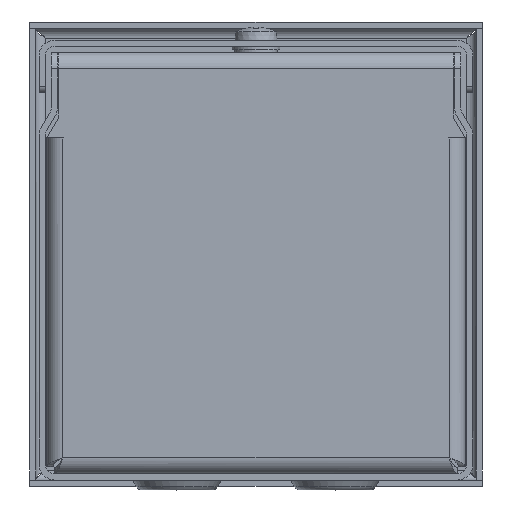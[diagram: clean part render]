
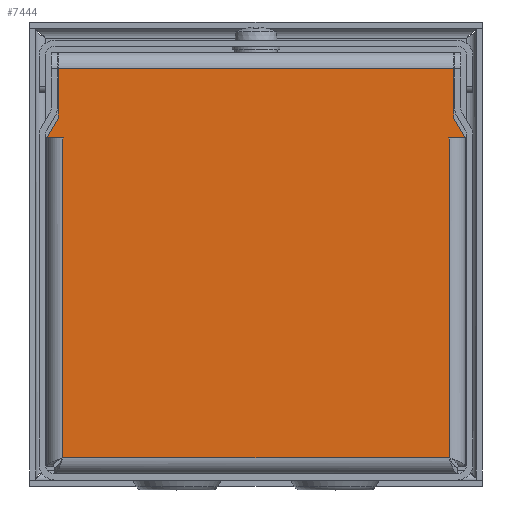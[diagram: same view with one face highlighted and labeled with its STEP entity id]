
A CAD part, front view. The second image highlights one B-rep face of the part: STEP entity #7444.
In plain terms, the highlighted planar face has unit normal (0, -1, 0).
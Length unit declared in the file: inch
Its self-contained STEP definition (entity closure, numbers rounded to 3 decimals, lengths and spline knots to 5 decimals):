
#164 = ORIENTED_EDGE ( 'NONE', *, *, #1320, .T. ) ;
#381 = EDGE_CURVE ( 'NONE', #4565, #5229, #2509, .T. ) ;
#517 = EDGE_CURVE ( 'NONE', #5123, #7172, #6085, .T. ) ;
#593 = LINE ( 'NONE', #8073, #8432 ) ;
#653 = EDGE_CURVE ( 'NONE', #5933, #4565, #10456, .T. ) ;
#681 = LINE ( 'NONE', #8592, #9723 ) ;
#806 = EDGE_LOOP ( 'NONE', ( #9771, #3461, #4858, #6150, #980, #8049, #7439, #2489, #7317, #7782, #3176, #164, #8370, #10284 ) ) ;
#980 = ORIENTED_EDGE ( 'NONE', *, *, #2878, .T. ) ;
#1131 = VECTOR ( 'NONE', #4857, 39.37008 ) ;
#1320 = EDGE_CURVE ( 'NONE', #1361, #6465, #7844, .T. ) ;
#1361 = VERTEX_POINT ( 'NONE', #3207 ) ;
#1596 = DIRECTION ( 'NONE',  ( 1., 0., 0. ) ) ;
#1719 = CARTESIAN_POINT ( 'NONE',  ( 0.9375, -2., 1.92387 ) ) ;
#1911 = VECTOR ( 'NONE', #5701, 39.37008 ) ;
#2234 = LINE ( 'NONE', #10669, #6634 ) ;
#2400 = AXIS2_PLACEMENT_3D ( 'NONE', #10051, #6552, #3860 ) ;
#2449 = DIRECTION ( 'NONE',  ( 0., 0., 1. ) ) ;
#2489 = ORIENTED_EDGE ( 'NONE', *, *, #517, .T. ) ;
#2509 = LINE ( 'NONE', #10154, #9359 ) ;
#2553 = CARTESIAN_POINT ( 'NONE',  ( 1.875, -2., 1.45356 ) ) ;
#2713 = DIRECTION ( 'NONE',  ( 0., 0., 1. ) ) ;
#2779 = VERTEX_POINT ( 'NONE', #2553 ) ;
#2842 = LINE ( 'NONE', #3731, #8185 ) ;
#2878 = EDGE_CURVE ( 'NONE', #10272, #11218, #4064, .T. ) ;
#2914 = CARTESIAN_POINT ( 'NONE',  ( -0.91571, -2., 1.26412 ) ) ;
#3077 = PLANE ( 'NONE',  #2400 ) ;
#3160 = CARTESIAN_POINT ( 'NONE',  ( 0.99219, -2., 1.26412 ) ) ;
#3176 = ORIENTED_EDGE ( 'NONE', *, *, #7503, .T. ) ;
#3179 = DIRECTION ( 'NONE',  ( 0., 0., -1. ) ) ;
#3197 = DIRECTION ( 'NONE',  ( 1., 0., 0. ) ) ;
#3207 = CARTESIAN_POINT ( 'NONE',  ( 1.83143, -2., 1.26432 ) ) ;
#3431 = CARTESIAN_POINT ( 'NONE',  ( -1.83162, -2., -1.77063 ) ) ;
#3461 = ORIENTED_EDGE ( 'NONE', *, *, #381, .T. ) ;
#3681 = EDGE_CURVE ( 'NONE', #6036, #10272, #7321, .T. ) ;
#3731 = CARTESIAN_POINT ( 'NONE',  ( -1.93874, -2., 1.34316 ) ) ;
#3794 = CARTESIAN_POINT ( 'NONE',  ( -0.99213, -2., 1.26432 ) ) ;
#3860 = DIRECTION ( 'NONE',  ( 1., 0., 0. ) ) ;
#3928 = VECTOR ( 'NONE', #9810, 39.37008 ) ;
#3962 = CARTESIAN_POINT ( 'NONE',  ( -1.83162, -2., 1.26412 ) ) ;
#4049 = CARTESIAN_POINT ( 'NONE',  ( -0.91581, -2., -1.77063 ) ) ;
#4064 = LINE ( 'NONE', #5436, #3928 ) ;
#4109 = CARTESIAN_POINT ( 'NONE',  ( -1.83142, -2., 1.26412 ) ) ;
#4336 = DIRECTION ( 'NONE',  ( -1., 0., 0. ) ) ;
#4540 = EDGE_CURVE ( 'NONE', #7172, #7831, #681, .T. ) ;
#4565 = VERTEX_POINT ( 'NONE', #7748 ) ;
#4599 = CARTESIAN_POINT ( 'NONE',  ( 1.875, -2., 1.92387 ) ) ;
#4857 = DIRECTION ( 'NONE',  ( -1., 0., 0. ) ) ;
#4858 = ORIENTED_EDGE ( 'NONE', *, *, #10978, .T. ) ;
#5070 = CARTESIAN_POINT ( 'NONE',  ( -1.98426, -2., 1.26432 ) ) ;
#5083 = FACE_OUTER_BOUND ( 'NONE', #806, .T. ) ;
#5123 = VERTEX_POINT ( 'NONE', #3431 ) ;
#5126 = VECTOR ( 'NONE', #9138, 39.37008 ) ;
#5229 = VERTEX_POINT ( 'NONE', #9823 ) ;
#5436 = CARTESIAN_POINT ( 'NONE',  ( -1.83143, -2., 0.67047 ) ) ;
#5701 = DIRECTION ( 'NONE',  ( 0., 0., 1. ) ) ;
#5933 = VERTEX_POINT ( 'NONE', #4599 ) ;
#6036 = VERTEX_POINT ( 'NONE', #5070 ) ;
#6085 = LINE ( 'NONE', #4049, #8801 ) ;
#6150 = ORIENTED_EDGE ( 'NONE', *, *, #3681, .T. ) ;
#6222 = DIRECTION ( 'NONE',  ( 0., 0., -1. ) ) ;
#6397 = EDGE_CURVE ( 'NONE', #9035, #5123, #2234, .T. ) ;
#6465 = VERTEX_POINT ( 'NONE', #8243 ) ;
#6552 = DIRECTION ( 'NONE',  ( 0., 1., 0. ) ) ;
#6634 = VECTOR ( 'NONE', #6222, 39.37008 ) ;
#7172 = VERTEX_POINT ( 'NONE', #11208 ) ;
#7317 = ORIENTED_EDGE ( 'NONE', *, *, #4540, .T. ) ;
#7321 = LINE ( 'NONE', #3794, #9361 ) ;
#7439 = ORIENTED_EDGE ( 'NONE', *, *, #6397, .T. ) ;
#7444 = ADVANCED_FACE ( 'NONE', ( #5083 ), #3077, .F. ) ;
#7503 = EDGE_CURVE ( 'NONE', #8217, #1361, #7948, .T. ) ;
#7585 = LINE ( 'NONE', #2914, #1131 ) ;
#7748 = CARTESIAN_POINT ( 'NONE',  ( -1.875, -2., 1.92387 ) ) ;
#7782 = ORIENTED_EDGE ( 'NONE', *, *, #9694, .T. ) ;
#7831 = VERTEX_POINT ( 'NONE', #9815 ) ;
#7844 = LINE ( 'NONE', #9405, #8130 ) ;
#7948 = LINE ( 'NONE', #10931, #1911 ) ;
#8049 = ORIENTED_EDGE ( 'NONE', *, *, #9663, .T. ) ;
#8073 = CARTESIAN_POINT ( 'NONE',  ( 1.875, -2., 0.76509 ) ) ;
#8130 = VECTOR ( 'NONE', #1596, 39.37008 ) ;
#8159 = DIRECTION ( 'NONE',  ( -0.5, 0., -0.866 ) ) ;
#8185 = VECTOR ( 'NONE', #8159, 39.37008 ) ;
#8217 = VERTEX_POINT ( 'NONE', #11285 ) ;
#8243 = CARTESIAN_POINT ( 'NONE',  ( 1.98426, -2., 1.26432 ) ) ;
#8370 = ORIENTED_EDGE ( 'NONE', *, *, #8832, .T. ) ;
#8432 = VECTOR ( 'NONE', #2713, 39.37008 ) ;
#8524 = CARTESIAN_POINT ( 'NONE',  ( -1.83142, -2., 1.26432 ) ) ;
#8592 = CARTESIAN_POINT ( 'NONE',  ( 1.83163, -2., -0.847 ) ) ;
#8798 = EDGE_CURVE ( 'NONE', #2779, #5933, #593, .T. ) ;
#8801 = VECTOR ( 'NONE', #11228, 39.37008 ) ;
#8826 = VECTOR ( 'NONE', #9706, 39.37008 ) ;
#8832 = EDGE_CURVE ( 'NONE', #6465, #2779, #8958, .T. ) ;
#8958 = LINE ( 'NONE', #8982, #8826 ) ;
#8982 = CARTESIAN_POINT ( 'NONE',  ( 1.99343, -2., 1.24844 ) ) ;
#9035 = VERTEX_POINT ( 'NONE', #3962 ) ;
#9138 = DIRECTION ( 'NONE',  ( -1., 0., 0. ) ) ;
#9359 = VECTOR ( 'NONE', #3179, 39.37008 ) ;
#9361 = VECTOR ( 'NONE', #3197, 39.37008 ) ;
#9405 = CARTESIAN_POINT ( 'NONE',  ( 0.91571, -2., 1.26432 ) ) ;
#9663 = EDGE_CURVE ( 'NONE', #11218, #9035, #7585, .T. ) ;
#9694 = EDGE_CURVE ( 'NONE', #7831, #8217, #10755, .T. ) ;
#9706 = DIRECTION ( 'NONE',  ( -0.5, 0., 0.866 ) ) ;
#9723 = VECTOR ( 'NONE', #2449, 39.37008 ) ;
#9771 = ORIENTED_EDGE ( 'NONE', *, *, #653, .T. ) ;
#9810 = DIRECTION ( 'NONE',  ( 0., 0., -1. ) ) ;
#9815 = CARTESIAN_POINT ( 'NONE',  ( 1.83163, -2., 1.26412 ) ) ;
#9823 = CARTESIAN_POINT ( 'NONE',  ( -1.875, -2., 1.45356 ) ) ;
#9890 = VECTOR ( 'NONE', #4336, 39.37008 ) ;
#10051 = CARTESIAN_POINT ( 'NONE',  ( 0., -2., 0.07662 ) ) ;
#10154 = CARTESIAN_POINT ( 'NONE',  ( -1.875, -2., 1.07662 ) ) ;
#10272 = VERTEX_POINT ( 'NONE', #8524 ) ;
#10284 = ORIENTED_EDGE ( 'NONE', *, *, #8798, .T. ) ;
#10456 = LINE ( 'NONE', #1719, #9890 ) ;
#10669 = CARTESIAN_POINT ( 'NONE',  ( -1.83163, -2., 0.67037 ) ) ;
#10755 = LINE ( 'NONE', #3160, #5126 ) ;
#10931 = CARTESIAN_POINT ( 'NONE',  ( 1.83143, -2., 0.67037 ) ) ;
#10978 = EDGE_CURVE ( 'NONE', #5229, #6036, #2842, .T. ) ;
#11208 = CARTESIAN_POINT ( 'NONE',  ( 1.83163, -2., -1.77063 ) ) ;
#11218 = VERTEX_POINT ( 'NONE', #4109 ) ;
#11228 = DIRECTION ( 'NONE',  ( 1., 0., 0. ) ) ;
#11285 = CARTESIAN_POINT ( 'NONE',  ( 1.83143, -2., 1.26412 ) ) ;
